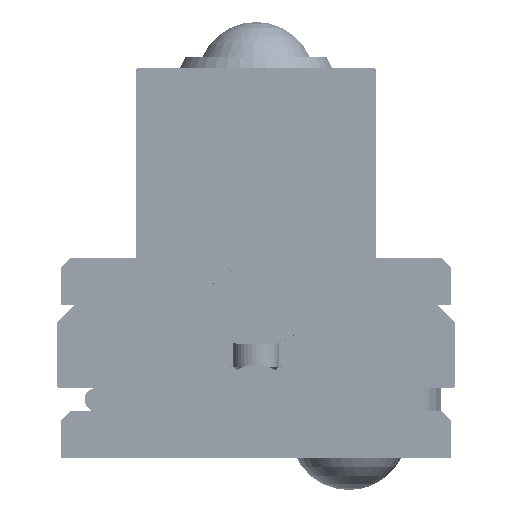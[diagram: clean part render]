
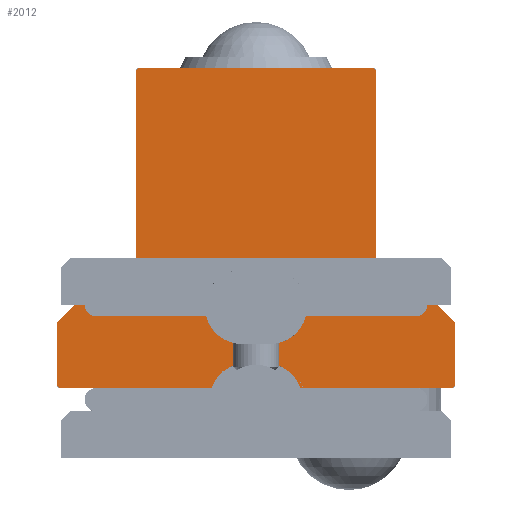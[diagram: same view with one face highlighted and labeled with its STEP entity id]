
A CAD part, front view. The second image highlights one B-rep face of the part: STEP entity #2012.
In plain terms, the highlighted planar face has unit normal (0, -1, 0).
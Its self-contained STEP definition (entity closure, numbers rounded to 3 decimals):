
#2012 = ADVANCED_FACE( '', ( #5520 ), #5521, .F. );
#5520 = FACE_OUTER_BOUND( '', #9097, .T. );
#5521 = PLANE( '', #9098 );
#9097 = EDGE_LOOP( '', ( #24141, #24142, #24143, #24144, #24145, #24146, #24147, #24148, #24149, #24150, #24151, #24152, #24153, #24154, #24155, #24156, #24157, #24158 ) );
#9098 = AXIS2_PLACEMENT_3D( '', #24159, #24160, #24161 );
#24141 = ORIENTED_EDGE( '', *, *, #29312, .F. );
#24142 = ORIENTED_EDGE( '', *, *, #29308, .T. );
#24143 = ORIENTED_EDGE( '', *, *, #29295, .F. );
#24144 = ORIENTED_EDGE( '', *, *, #29330, .T. );
#24145 = ORIENTED_EDGE( '', *, *, #29331, .F. );
#24146 = ORIENTED_EDGE( '', *, *, #29332, .T. );
#24147 = ORIENTED_EDGE( '', *, *, #29333, .F. );
#24148 = ORIENTED_EDGE( '', *, *, #29334, .F. );
#24149 = ORIENTED_EDGE( '', *, *, #29335, .T. );
#24150 = ORIENTED_EDGE( '', *, *, #29336, .F. );
#24151 = ORIENTED_EDGE( '', *, *, #29304, .T. );
#24152 = ORIENTED_EDGE( '', *, *, #29337, .F. );
#24153 = ORIENTED_EDGE( '', *, *, #29338, .F. );
#24154 = ORIENTED_EDGE( '', *, *, #29339, .T. );
#24155 = ORIENTED_EDGE( '', *, *, #29340, .F. );
#24156 = ORIENTED_EDGE( '', *, *, #29341, .T. );
#24157 = ORIENTED_EDGE( '', *, *, #29291, .F. );
#24158 = ORIENTED_EDGE( '', *, *, #29301, .T. );
#24159 = CARTESIAN_POINT( '', ( -13., 0., 25.5 ) );
#24160 = DIRECTION( '', ( 0., 1., 0. ) );
#24161 = DIRECTION( '', ( 0., 0., 1. ) );
#29291 = EDGE_CURVE( '', #37027, #37029, #37030, .T. );
#29295 = EDGE_CURVE( '', #37035, #37037, #37038, .T. );
#29301 = EDGE_CURVE( '', #37027, #37046, #37048, .T. );
#29304 = EDGE_CURVE( '', #37054, #37052, #37055, .F. );
#29308 = EDGE_CURVE( '', #37061, #37037, #37062, .T. );
#29312 = EDGE_CURVE( '', #37061, #37046, #37067, .T. );
#29330 = EDGE_CURVE( '', #37035, #37098, #37099, .F. );
#29331 = EDGE_CURVE( '', #37100, #37098, #37101, .T. );
#29332 = EDGE_CURVE( '', #37100, #37102, #37103, .F. );
#29333 = EDGE_CURVE( '', #37104, #37102, #37105, .T. );
#29334 = EDGE_CURVE( '', #37106, #37104, #37107, .T. );
#29335 = EDGE_CURVE( '', #37106, #37108, #37109, .F. );
#29336 = EDGE_CURVE( '', #37054, #37108, #37110, .T. );
#29337 = EDGE_CURVE( '', #37111, #37052, #37112, .T. );
#29338 = EDGE_CURVE( '', #37113, #37111, #37114, .T. );
#29339 = EDGE_CURVE( '', #37113, #37115, #37116, .F. );
#29340 = EDGE_CURVE( '', #37117, #37115, #37118, .T. );
#29341 = EDGE_CURVE( '', #37117, #37029, #37119, .F. );
#37027 = VERTEX_POINT( '', #48078 );
#37029 = VERTEX_POINT( '', #48081 );
#37030 = LINE( '', #48082, #48083 );
#37035 = VERTEX_POINT( '', #48090 );
#37037 = VERTEX_POINT( '', #48093 );
#37038 = LINE( '', #48094, #48095 );
#37046 = VERTEX_POINT( '', #48139 );
#37048 = CIRCLE( '', #48142, 4. );
#37052 = VERTEX_POINT( '', #48146 );
#37054 = VERTEX_POINT( '', #48149 );
#37055 = CIRCLE( '', #48150, 0.25 );
#37061 = VERTEX_POINT( '', #48175 );
#37062 = CIRCLE( '', #48176, 4. );
#37067 = LINE( '', #48199, #48200 );
#37098 = VERTEX_POINT( '', #48240 );
#37099 = CIRCLE( '', #48241, 0.25 );
#37100 = VERTEX_POINT( '', #48242 );
#37101 = LINE( '', #48243, #48244 );
#37102 = VERTEX_POINT( '', #48245 );
#37103 = LINE( '', #48246, #48247 );
#37104 = VERTEX_POINT( '', #48248 );
#37105 = LINE( '', #48249, #48250 );
#37106 = VERTEX_POINT( '', #48251 );
#37107 = LINE( '', #48252, #48253 );
#37108 = VERTEX_POINT( '', #48254 );
#37109 = CIRCLE( '', #48255, 0.25 );
#37110 = LINE( '', #48256, #48257 );
#37111 = VERTEX_POINT( '', #48258 );
#37112 = LINE( '', #48259, #48260 );
#37113 = VERTEX_POINT( '', #48261 );
#37114 = LINE( '', #48262, #48263 );
#37115 = VERTEX_POINT( '', #48264 );
#37116 = LINE( '', #48265, #48266 );
#37117 = VERTEX_POINT( '', #48267 );
#37118 = LINE( '', #48268, #48269 );
#37119 = CIRCLE( '', #48270, 0.25 );
#48078 = CARTESIAN_POINT( '', ( -4.783, 0., -9. ) );
#48081 = CARTESIAN_POINT( '', ( -21.25, 0., -9. ) );
#48082 = CARTESIAN_POINT( '', ( 21.5, 0., -9. ) );
#48083 = VECTOR( '', #55989, 1000. );
#48090 = CARTESIAN_POINT( '', ( 21.25, 0., -9. ) );
#48093 = CARTESIAN_POINT( '', ( 4.783, 0., -9. ) );
#48094 = CARTESIAN_POINT( '', ( 21.5, 0., -9. ) );
#48095 = VECTOR( '', #55993, 1000. );
#48139 = CARTESIAN_POINT( '', ( -1., 0., -6.3 ) );
#48142 = AXIS2_PLACEMENT_3D( '', #55997, #55998, #55999 );
#48146 = CARTESIAN_POINT( '', ( -13., 0., 25.25 ) );
#48149 = CARTESIAN_POINT( '', ( -12.75, 0., 25.5 ) );
#48150 = AXIS2_PLACEMENT_3D( '', #56004, #56005, #56006 );
#48175 = CARTESIAN_POINT( '', ( 1., 0., -6.3 ) );
#48176 = AXIS2_PLACEMENT_3D( '', #56009, #56010, #56011 );
#48199 = CARTESIAN_POINT( '', ( 4.783, 0., -6.3 ) );
#48200 = VECTOR( '', #56016, 1000. );
#48240 = CARTESIAN_POINT( '', ( 21.5, 0., -8.75 ) );
#48241 = AXIS2_PLACEMENT_3D( '', #56050, #56051, #56052 );
#48242 = CARTESIAN_POINT( '', ( 21.5, 0., -2. ) );
#48243 = CARTESIAN_POINT( '', ( 21.5, 0., 0. ) );
#48244 = VECTOR( '', #56053, 1000. );
#48245 = CARTESIAN_POINT( '', ( 19.5, 0., 0. ) );
#48246 = CARTESIAN_POINT( '', ( 21.5, 0., -2. ) );
#48247 = VECTOR( '', #56054, 1000. );
#48248 = CARTESIAN_POINT( '', ( 13., 0., 0. ) );
#48249 = CARTESIAN_POINT( '', ( 13., 0., 0. ) );
#48250 = VECTOR( '', #56055, 1000. );
#48251 = CARTESIAN_POINT( '', ( 13., 0., 25.25 ) );
#48252 = CARTESIAN_POINT( '', ( 13., 0., 25.5 ) );
#48253 = VECTOR( '', #56056, 1000. );
#48254 = CARTESIAN_POINT( '', ( 12.75, 0., 25.5 ) );
#48255 = AXIS2_PLACEMENT_3D( '', #56057, #56058, #56059 );
#48256 = CARTESIAN_POINT( '', ( -13., 0., 25.5 ) );
#48257 = VECTOR( '', #56060, 1000. );
#48258 = CARTESIAN_POINT( '', ( -13., 0., 0. ) );
#48259 = CARTESIAN_POINT( '', ( -13., 0., 0. ) );
#48260 = VECTOR( '', #56061, 1000. );
#48261 = CARTESIAN_POINT( '', ( -19.5, 0., 0. ) );
#48262 = CARTESIAN_POINT( '', ( -21.5, 0., 0. ) );
#48263 = VECTOR( '', #56062, 1000. );
#48264 = CARTESIAN_POINT( '', ( -21.5, 0., -2. ) );
#48265 = CARTESIAN_POINT( '', ( -19.5, 0., 0. ) );
#48266 = VECTOR( '', #56063, 1000. );
#48267 = CARTESIAN_POINT( '', ( -21.5, 0., -8.75 ) );
#48268 = CARTESIAN_POINT( '', ( -21.5, 0., -9. ) );
#48269 = VECTOR( '', #56064, 1000. );
#48270 = AXIS2_PLACEMENT_3D( '', #56065, #56066, #56067 );
#55989 = DIRECTION( '', ( -1., 0., 0. ) );
#55993 = DIRECTION( '', ( -1., 0., 0. ) );
#55997 = CARTESIAN_POINT( '', ( -1., 0., -10.3 ) );
#55998 = DIRECTION( '', ( 0., 1., 0. ) );
#55999 = DIRECTION( '', ( 0., 0., 1. ) );
#56004 = CARTESIAN_POINT( '', ( -12.75, 0., 25.25 ) );
#56005 = DIRECTION( '', ( 0., 1., 0. ) );
#56006 = DIRECTION( '', ( 0., 0., 1. ) );
#56009 = CARTESIAN_POINT( '', ( 1., 0., -10.3 ) );
#56010 = DIRECTION( '', ( 0., 1., 0. ) );
#56011 = DIRECTION( '', ( 0., 0., 1. ) );
#56016 = DIRECTION( '', ( -1., 0., 0. ) );
#56050 = CARTESIAN_POINT( '', ( 21.25, 0., -8.75 ) );
#56051 = DIRECTION( '', ( 0., 1., 0. ) );
#56052 = DIRECTION( '', ( 0., 0., 1. ) );
#56053 = DIRECTION( '', ( 0., 0., -1. ) );
#56054 = DIRECTION( '', ( 0.707, 0., -0.707 ) );
#56055 = DIRECTION( '', ( 1., 0., 0. ) );
#56056 = DIRECTION( '', ( 0., 0., -1. ) );
#56057 = CARTESIAN_POINT( '', ( 12.75, 0., 25.25 ) );
#56058 = DIRECTION( '', ( 0., 1., 0. ) );
#56059 = DIRECTION( '', ( 0., 0., 1. ) );
#56060 = DIRECTION( '', ( 1., 0., 0. ) );
#56061 = DIRECTION( '', ( 0., 0., 1. ) );
#56062 = DIRECTION( '', ( 1., 0., 0. ) );
#56063 = DIRECTION( '', ( 0.707, 0., 0.707 ) );
#56064 = DIRECTION( '', ( 0., 0., 1. ) );
#56065 = CARTESIAN_POINT( '', ( -21.25, 0., -8.75 ) );
#56066 = DIRECTION( '', ( 0., 1., 0. ) );
#56067 = DIRECTION( '', ( 0., 0., 1. ) );
